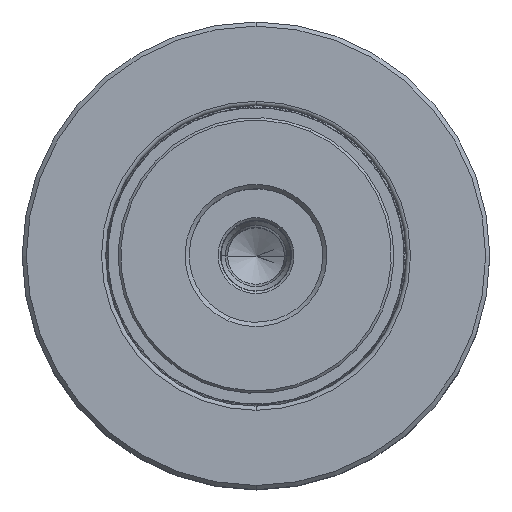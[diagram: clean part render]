
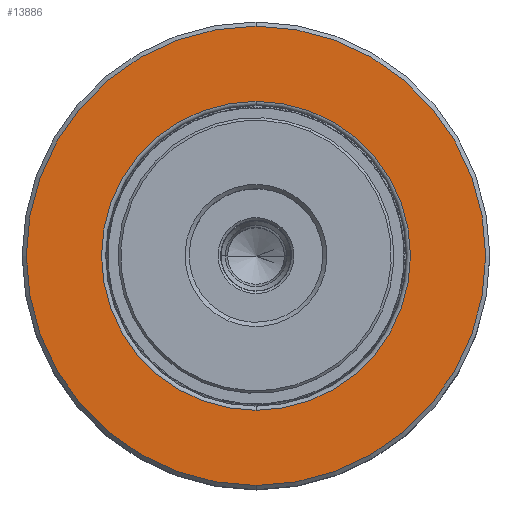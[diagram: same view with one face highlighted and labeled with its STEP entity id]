
A CAD part, top view. The second image highlights one B-rep face of the part: STEP entity #13886.
In plain terms, the highlighted face is planar.
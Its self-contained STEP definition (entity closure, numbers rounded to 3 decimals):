
#1855 = CARTESIAN_POINT ( 'NONE',  ( 0., 18.687, -27.5 ) ) ;
#3280 = VERTEX_POINT ( 'NONE', #3304 ) ;
#3304 = CARTESIAN_POINT ( 'NONE',  ( 0., 18.687, -18.5 ) ) ;
#3694 = AXIS2_PLACEMENT_3D ( 'NONE', #15304, #22325, #22170 ) ;
#3744 = EDGE_CURVE ( 'NONE', #35497, #3280, #10749, .T. ) ;
#4983 = CARTESIAN_POINT ( 'NONE',  ( 0., 18.687, 18.5 ) ) ;
#5021 = PLANE ( 'NONE',  #11449 ) ;
#5282 = CARTESIAN_POINT ( 'NONE',  ( 27.5, 18.687, 0. ) ) ;
#5785 = FACE_OUTER_BOUND ( 'NONE', #40175, .T. ) ;
#7186 = DIRECTION ( 'NONE',  ( 0., 0., 1. ) ) ;
#9421 = CIRCLE ( 'NONE', #26115, 27.5 ) ;
#10749 = CIRCLE ( 'NONE', #28642, 18.5 ) ;
#10783 = CARTESIAN_POINT ( 'NONE',  ( 0., 18.687, 0. ) ) ;
#11449 = AXIS2_PLACEMENT_3D ( 'NONE', #5282, #33643, #7186 ) ;
#13689 = CIRCLE ( 'NONE', #3694, 27.5 ) ;
#13886 = ADVANCED_FACE ( 'NONE', ( #34614, #5785 ), #5021, .T. ) ;
#14084 = VERTEX_POINT ( 'NONE', #1855 ) ;
#15304 = CARTESIAN_POINT ( 'NONE',  ( 0., 18.687, 0. ) ) ;
#15318 = VERTEX_POINT ( 'NONE', #38982 ) ;
#17122 = ORIENTED_EDGE ( 'NONE', *, *, #37545, .T. ) ;
#17901 = EDGE_LOOP ( 'NONE', ( #17122, #38541 ) ) ;
#18406 = EDGE_CURVE ( 'NONE', #15318, #14084, #13689, .T. ) ;
#20576 = DIRECTION ( 'NONE',  ( 0., -1., 0. ) ) ;
#20771 = DIRECTION ( 'NONE',  ( 0., 0., -1. ) ) ;
#21216 = DIRECTION ( 'NONE',  ( 0., -1., 0. ) ) ;
#22170 = DIRECTION ( 'NONE',  ( 0., 0., -1. ) ) ;
#22325 = DIRECTION ( 'NONE',  ( 0., -1., 0. ) ) ;
#26115 = AXIS2_PLACEMENT_3D ( 'NONE', #10783, #20576, #38475 ) ;
#27731 = CARTESIAN_POINT ( 'NONE',  ( 0., 18.687, 0. ) ) ;
#27939 = ORIENTED_EDGE ( 'NONE', *, *, #18406, .F. ) ;
#28181 = DIRECTION ( 'NONE',  ( 0., -1., 0. ) ) ;
#28642 = AXIS2_PLACEMENT_3D ( 'NONE', #27731, #21216, #20771 ) ;
#30583 = CARTESIAN_POINT ( 'NONE',  ( 0., 18.687, 0. ) ) ;
#31808 = DIRECTION ( 'NONE',  ( 0., 0., -1. ) ) ;
#32442 = AXIS2_PLACEMENT_3D ( 'NONE', #30583, #28181, #31808 ) ;
#33643 = DIRECTION ( 'NONE',  ( 0., 1., 0. ) ) ;
#34614 = FACE_BOUND ( 'NONE', #17901, .T. ) ;
#35497 = VERTEX_POINT ( 'NONE', #4983 ) ;
#37545 = EDGE_CURVE ( 'NONE', #3280, #35497, #39544, .T. ) ;
#38475 = DIRECTION ( 'NONE',  ( 0., 0., -1. ) ) ;
#38541 = ORIENTED_EDGE ( 'NONE', *, *, #3744, .T. ) ;
#38844 = ORIENTED_EDGE ( 'NONE', *, *, #43190, .F. ) ;
#38982 = CARTESIAN_POINT ( 'NONE',  ( 0., 18.687, 27.5 ) ) ;
#39544 = CIRCLE ( 'NONE', #32442, 18.5 ) ;
#40175 = EDGE_LOOP ( 'NONE', ( #38844, #27939 ) ) ;
#43190 = EDGE_CURVE ( 'NONE', #14084, #15318, #9421, .T. ) ;
